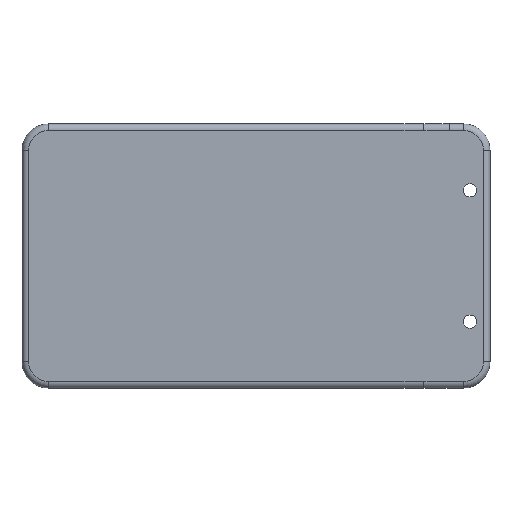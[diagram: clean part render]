
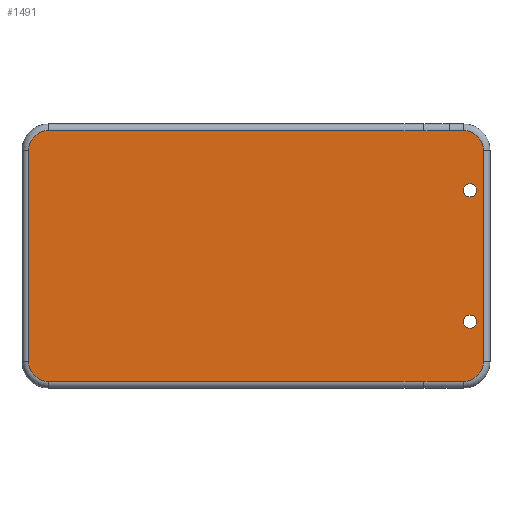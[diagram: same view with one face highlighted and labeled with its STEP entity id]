
A CAD part, front view. The second image highlights one B-rep face of the part: STEP entity #1491.
In plain terms, the highlighted planar face has unit normal (0, -1, 0).
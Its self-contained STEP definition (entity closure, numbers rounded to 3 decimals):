
#17=FACE_BOUND('',#243,.T.);
#18=FACE_BOUND('',#244,.T.);
#48=PLANE('',#1623);
#151=FACE_OUTER_BOUND('',#242,.T.);
#242=EDGE_LOOP('',(#1136,#1137,#1138,#1139,#1140,#1141,#1142,#1143,#1144,
#1145,#1146,#1147,#1148,#1149,#1150));
#243=EDGE_LOOP('',(#1151));
#244=EDGE_LOOP('',(#1152));
#334=LINE('',#2242,#467);
#337=LINE('',#2253,#470);
#338=LINE('',#2264,#471);
#340=LINE('',#2273,#473);
#343=LINE('',#2284,#476);
#354=LINE('',#2360,#487);
#355=LINE('',#2371,#488);
#356=LINE('',#2375,#489);
#357=LINE('',#2378,#490);
#467=VECTOR('',#1774,10.);
#470=VECTOR('',#1783,10.);
#471=VECTOR('',#1796,10.);
#473=VECTOR('',#1808,10.);
#476=VECTOR('',#1815,10.);
#487=VECTOR('',#1860,10.);
#488=VECTOR('',#1875,10.);
#489=VECTOR('',#1878,10.);
#490=VECTOR('',#1881,10.);
#596=CIRCLE('',#1576,2.);
#599=CIRCLE('',#1581,2.);
#606=CIRCLE('',#1591,6.);
#610=CIRCLE('',#1597,6.);
#621=CIRCLE('',#1621,6.);
#623=CIRCLE('',#1624,6.);
#624=CIRCLE('',#1625,6.);
#625=CIRCLE('',#1626,6.);
#675=VERTEX_POINT('',#2219);
#678=VERTEX_POINT('',#2229);
#679=VERTEX_POINT('',#2233);
#683=VERTEX_POINT('',#2240);
#684=VERTEX_POINT('',#2244);
#688=VERTEX_POINT('',#2251);
#690=VERTEX_POINT('',#2257);
#692=VERTEX_POINT('',#2262);
#694=VERTEX_POINT('',#2269);
#696=VERTEX_POINT('',#2283);
#712=VERTEX_POINT('',#2349);
#713=VERTEX_POINT('',#2364);
#714=VERTEX_POINT('',#2368);
#715=VERTEX_POINT('',#2370);
#716=VERTEX_POINT('',#2372);
#717=VERTEX_POINT('',#2374);
#718=VERTEX_POINT('',#2376);
#817=EDGE_CURVE('',#675,#675,#596,.T.);
#822=EDGE_CURVE('',#678,#678,#599,.T.);
#827=EDGE_CURVE('',#683,#679,#334,.T.);
#832=EDGE_CURVE('',#688,#684,#337,.T.);
#835=EDGE_CURVE('',#690,#688,#606,.T.);
#837=EDGE_CURVE('',#692,#690,#338,.T.);
#841=EDGE_CURVE('',#694,#692,#610,.T.);
#842=EDGE_CURVE('',#679,#694,#340,.T.);
#846=EDGE_CURVE('',#684,#696,#343,.T.);
#872=EDGE_CURVE('',#712,#683,#354,.T.);
#873=EDGE_CURVE('',#696,#713,#621,.T.);
#875=EDGE_CURVE('',#714,#712,#623,.T.);
#876=EDGE_CURVE('',#715,#714,#355,.T.);
#877=EDGE_CURVE('',#716,#715,#624,.T.);
#878=EDGE_CURVE('',#717,#716,#356,.T.);
#879=EDGE_CURVE('',#718,#717,#625,.T.);
#880=EDGE_CURVE('',#713,#718,#357,.T.);
#1136=ORIENTED_EDGE('',*,*,#827,.F.);
#1137=ORIENTED_EDGE('',*,*,#872,.F.);
#1138=ORIENTED_EDGE('',*,*,#875,.F.);
#1139=ORIENTED_EDGE('',*,*,#876,.F.);
#1140=ORIENTED_EDGE('',*,*,#877,.F.);
#1141=ORIENTED_EDGE('',*,*,#878,.F.);
#1142=ORIENTED_EDGE('',*,*,#879,.F.);
#1143=ORIENTED_EDGE('',*,*,#880,.F.);
#1144=ORIENTED_EDGE('',*,*,#873,.F.);
#1145=ORIENTED_EDGE('',*,*,#846,.F.);
#1146=ORIENTED_EDGE('',*,*,#832,.F.);
#1147=ORIENTED_EDGE('',*,*,#835,.F.);
#1148=ORIENTED_EDGE('',*,*,#837,.F.);
#1149=ORIENTED_EDGE('',*,*,#841,.F.);
#1150=ORIENTED_EDGE('',*,*,#842,.F.);
#1151=ORIENTED_EDGE('',*,*,#817,.T.);
#1152=ORIENTED_EDGE('',*,*,#822,.T.);
#1491=ADVANCED_FACE('',(#151,#17,#18),#48,.F.);
#1576=AXIS2_PLACEMENT_3D('',#2221,#1752,#1753);
#1581=AXIS2_PLACEMENT_3D('',#2231,#1764,#1765);
#1591=AXIS2_PLACEMENT_3D('',#2259,#1790,#1791);
#1597=AXIS2_PLACEMENT_3D('',#2271,#1804,#1805);
#1621=AXIS2_PLACEMENT_3D('',#2365,#1867,#1868);
#1623=AXIS2_PLACEMENT_3D('',#2367,#1871,#1872);
#1624=AXIS2_PLACEMENT_3D('',#2369,#1873,#1874);
#1625=AXIS2_PLACEMENT_3D('',#2373,#1876,#1877);
#1626=AXIS2_PLACEMENT_3D('',#2377,#1879,#1880);
#1752=DIRECTION('center_axis',(0.,1.,0.));
#1753=DIRECTION('ref_axis',(0.,0.,-1.));
#1764=DIRECTION('center_axis',(0.,1.,0.));
#1765=DIRECTION('ref_axis',(0.,0.,1.));
#1774=DIRECTION('',(1.,0.,0.));
#1783=DIRECTION('',(-1.,0.,0.));
#1790=DIRECTION('center_axis',(0.,1.,0.));
#1791=DIRECTION('ref_axis',(0.707,0.,-0.707));
#1796=DIRECTION('',(0.,0.,-1.));
#1804=DIRECTION('center_axis',(0.,1.,0.));
#1805=DIRECTION('ref_axis',(0.707,0.,0.707));
#1808=DIRECTION('',(1.,0.,0.));
#1815=DIRECTION('',(0.,0.,1.));
#1860=DIRECTION('',(0.,0.,1.));
#1867=DIRECTION('center_axis',(0.,1.,0.));
#1868=DIRECTION('ref_axis',(0.707,0.,-0.707));
#1871=DIRECTION('center_axis',(0.,1.,0.));
#1872=DIRECTION('ref_axis',(1.,0.,0.));
#1873=DIRECTION('center_axis',(0.,1.,0.));
#1874=DIRECTION('ref_axis',(0.707,0.,0.707));
#1875=DIRECTION('',(1.,0.,0.));
#1876=DIRECTION('center_axis',(0.,1.,0.));
#1877=DIRECTION('ref_axis',(-0.707,0.,0.707));
#1878=DIRECTION('',(0.,0.,1.));
#1879=DIRECTION('center_axis',(0.,1.,0.));
#1880=DIRECTION('ref_axis',(-0.707,0.,-0.707));
#1881=DIRECTION('',(-1.,0.,0.));
#2219=CARTESIAN_POINT('',(135.674,0.,61.9));
#2221=CARTESIAN_POINT('Origin',(135.674,0.,59.9));
#2229=CARTESIAN_POINT('',(135.674,0.,18.1));
#2231=CARTESIAN_POINT('Origin',(135.674,0.,20.1));
#2233=CARTESIAN_POINT('',(129.44,0.,78.));
#2240=CARTESIAN_POINT('',(121.72,0.,78.));
#2242=CARTESIAN_POINT('',(93.22,0.,78.));
#2244=CARTESIAN_POINT('',(121.72,0.,2.));
#2251=CARTESIAN_POINT('',(133.72,0.,2.));
#2253=CARTESIAN_POINT('',(99.22,0.,2.));
#2257=CARTESIAN_POINT('',(139.72,0.,8.));
#2259=CARTESIAN_POINT('Origin',(133.72,0.,8.));
#2262=CARTESIAN_POINT('',(139.72,0.,72.));
#2264=CARTESIAN_POINT('',(139.72,0.,56.));
#2269=CARTESIAN_POINT('',(133.72,0.,78.));
#2271=CARTESIAN_POINT('Origin',(133.72,0.,72.));
#2273=CARTESIAN_POINT('',(97.08,0.,78.));
#2283=CARTESIAN_POINT('',(121.72,0.,2.007));
#2284=CARTESIAN_POINT('',(121.72,0.,0.));
#2349=CARTESIAN_POINT('',(121.72,0.,77.993));
#2360=CARTESIAN_POINT('',(121.72,0.,0.));
#2364=CARTESIAN_POINT('',(121.44,0.,2.));
#2365=CARTESIAN_POINT('Origin',(121.44,0.,8.));
#2367=CARTESIAN_POINT('Origin',(64.72,0.,40.));
#2368=CARTESIAN_POINT('',(121.44,0.,78.));
#2369=CARTESIAN_POINT('Origin',(121.44,0.,72.));
#2370=CARTESIAN_POINT('',(8.,0.,78.));
#2371=CARTESIAN_POINT('',(32.36,0.,78.));
#2372=CARTESIAN_POINT('',(2.,0.,72.));
#2373=CARTESIAN_POINT('Origin',(8.,0.,72.));
#2374=CARTESIAN_POINT('',(2.,0.,8.));
#2375=CARTESIAN_POINT('',(2.,0.,20.));
#2376=CARTESIAN_POINT('',(8.,0.,2.));
#2377=CARTESIAN_POINT('Origin',(8.,0.,8.));
#2378=CARTESIAN_POINT('',(97.08,0.,2.));
